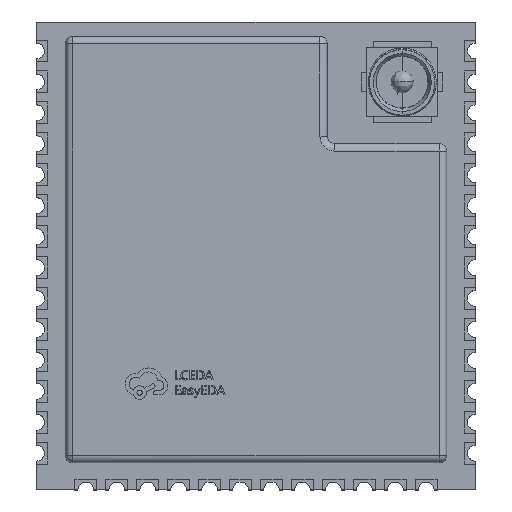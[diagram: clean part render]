
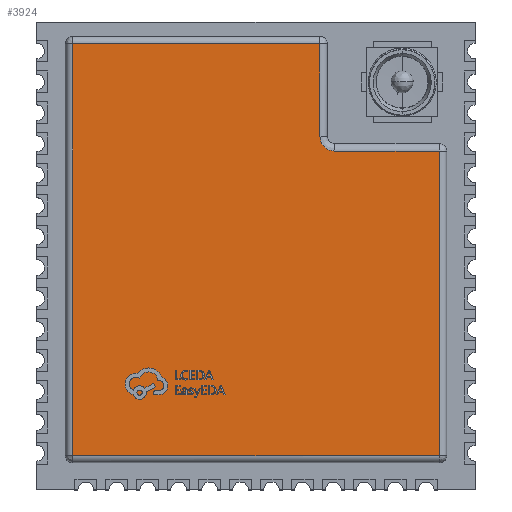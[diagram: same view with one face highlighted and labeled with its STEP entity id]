
A CAD part, top view. The second image highlights one B-rep face of the part: STEP entity #3924.
In plain terms, the highlighted free-form (B-spline) face has degree [1, 1] with [2, 2] control points.
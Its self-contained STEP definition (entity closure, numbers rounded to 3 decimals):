
#3924 = ADVANCED_FACE('',(#3925),#3977,.T.);
#3925 = FACE_BOUND('',#3926,.T.);
#3926 = EDGE_LOOP('',(#3927,#3937,#3944,#3951,#3958,#3965,#3972));
#3927 = ORIENTED_EDGE('',*,*,#3928,.F.);
#3928 = EDGE_CURVE('',#3929,#3931,#3933,.T.);
#3929 = VERTEX_POINT('',#3930);
#3930 = CARTESIAN_POINT('',(2.625,4.905,3.21));
#3931 = VERTEX_POINT('',#3932);
#3932 = CARTESIAN_POINT('',(3.225,4.305,3.21));
#3933 = ( BOUNDED_CURVE() B_SPLINE_CURVE(2,(#3934,#3935,#3936),
.UNSPECIFIED.,.F.,.F.) B_SPLINE_CURVE_WITH_KNOTS((3,3),(3.142,
4.712),.PIECEWISE_BEZIER_KNOTS.) CURVE() 
GEOMETRIC_REPRESENTATION_ITEM() RATIONAL_B_SPLINE_CURVE((1.,
0.707,1.)) REPRESENTATION_ITEM('') );
#3934 = CARTESIAN_POINT('',(2.625,4.905,3.21));
#3935 = CARTESIAN_POINT('',(2.625,4.305,3.21));
#3936 = CARTESIAN_POINT('',(3.225,4.305,3.21));
#3937 = ORIENTED_EDGE('',*,*,#3938,.T.);
#3938 = EDGE_CURVE('',#3929,#3939,#3941,.T.);
#3939 = VERTEX_POINT('',#3940);
#3940 = CARTESIAN_POINT('',(2.625,8.705,3.21));
#3941 = B_SPLINE_CURVE_WITH_KNOTS('',1,(#3942,#3943),.UNSPECIFIED.,.F.,
  .F.,(2,2),(4.9,8.7),.PIECEWISE_BEZIER_KNOTS.);
#3942 = CARTESIAN_POINT('',(2.625,4.905,3.21));
#3943 = CARTESIAN_POINT('',(2.625,8.705,3.21));
#3944 = ORIENTED_EDGE('',*,*,#3945,.T.);
#3945 = EDGE_CURVE('',#3939,#3946,#3948,.T.);
#3946 = VERTEX_POINT('',#3947);
#3947 = CARTESIAN_POINT('',(-7.525,8.705,3.21));
#3948 = B_SPLINE_CURVE_WITH_KNOTS('',1,(#3949,#3950),.UNSPECIFIED.,.F.,
  .F.,(2,2),(-2.625,7.525),.PIECEWISE_BEZIER_KNOTS.);
#3949 = CARTESIAN_POINT('',(2.625,8.705,3.21));
#3950 = CARTESIAN_POINT('',(-7.525,8.705,3.21));
#3951 = ORIENTED_EDGE('',*,*,#3952,.T.);
#3952 = EDGE_CURVE('',#3946,#3953,#3955,.T.);
#3953 = VERTEX_POINT('',#3954);
#3954 = CARTESIAN_POINT('',(-7.525,-8.195,3.21));
#3955 = B_SPLINE_CURVE_WITH_KNOTS('',1,(#3956,#3957),.UNSPECIFIED.,.F.,
  .F.,(2,2),(-8.7,8.2),.PIECEWISE_BEZIER_KNOTS.);
#3956 = CARTESIAN_POINT('',(-7.525,8.705,3.21));
#3957 = CARTESIAN_POINT('',(-7.525,-8.195,3.21));
#3958 = ORIENTED_EDGE('',*,*,#3959,.T.);
#3959 = EDGE_CURVE('',#3953,#3960,#3962,.T.);
#3960 = VERTEX_POINT('',#3961);
#3961 = CARTESIAN_POINT('',(7.525,-8.195,3.21));
#3962 = B_SPLINE_CURVE_WITH_KNOTS('',1,(#3963,#3964),.UNSPECIFIED.,.F.,
  .F.,(2,2),(-7.525,7.525),.PIECEWISE_BEZIER_KNOTS.);
#3963 = CARTESIAN_POINT('',(-7.525,-8.195,3.21));
#3964 = CARTESIAN_POINT('',(7.525,-8.195,3.21));
#3965 = ORIENTED_EDGE('',*,*,#3966,.T.);
#3966 = EDGE_CURVE('',#3960,#3967,#3969,.T.);
#3967 = VERTEX_POINT('',#3968);
#3968 = CARTESIAN_POINT('',(7.525,4.305,3.21));
#3969 = B_SPLINE_CURVE_WITH_KNOTS('',1,(#3970,#3971),.UNSPECIFIED.,.F.,
  .F.,(2,2),(-8.2,4.3),.PIECEWISE_BEZIER_KNOTS.);
#3970 = CARTESIAN_POINT('',(7.525,-8.195,3.21));
#3971 = CARTESIAN_POINT('',(7.525,4.305,3.21));
#3972 = ORIENTED_EDGE('',*,*,#3973,.T.);
#3973 = EDGE_CURVE('',#3967,#3931,#3974,.T.);
#3974 = B_SPLINE_CURVE_WITH_KNOTS('',1,(#3975,#3976),.UNSPECIFIED.,.F.,
  .F.,(2,2),(-7.525,-3.225),.PIECEWISE_BEZIER_KNOTS.);
#3975 = CARTESIAN_POINT('',(7.525,4.305,3.21));
#3976 = CARTESIAN_POINT('',(3.225,4.305,3.21));
#3977 = B_SPLINE_SURFACE_WITH_KNOTS('',1,1,(
    (#3978,#3979)
    ,(#3980,#3981
  )),.UNSPECIFIED.,.F.,.F.,.F.,(2,2),(2,2),(-7.525,7.525),(-8.2,8.7),
  .PIECEWISE_BEZIER_KNOTS.);
#3978 = CARTESIAN_POINT('',(-7.525,-8.195,3.21));
#3979 = CARTESIAN_POINT('',(-7.525,8.705,3.21));
#3980 = CARTESIAN_POINT('',(7.525,-8.195,3.21));
#3981 = CARTESIAN_POINT('',(7.525,8.705,3.21));
